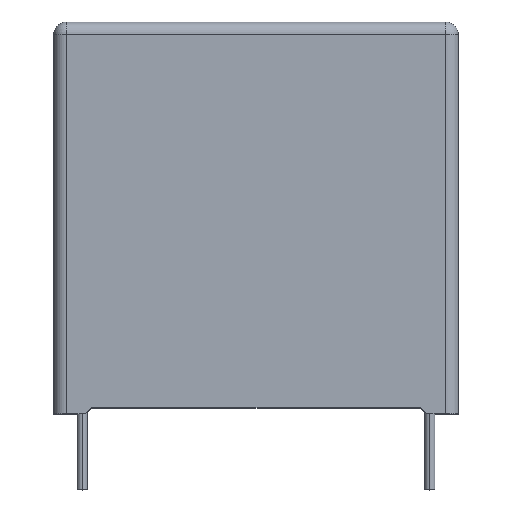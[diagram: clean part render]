
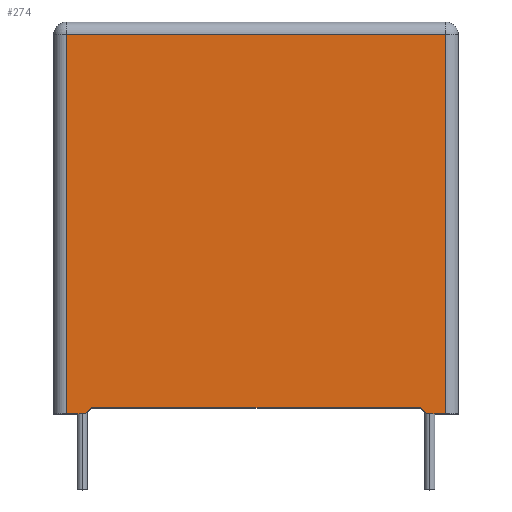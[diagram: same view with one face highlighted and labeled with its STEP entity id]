
A CAD part, top view. The second image highlights one B-rep face of the part: STEP entity #274.
In plain terms, the highlighted planar face has unit normal (0, 0, 1).
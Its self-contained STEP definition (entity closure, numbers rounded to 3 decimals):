
#72 = VECTOR ( 'NONE', #116, 1000. ) ;
#111 = VECTOR ( 'NONE', #344, 1000. ) ;
#116 = DIRECTION ( 'NONE',  ( -0.707, 0.707, 0. ) ) ;
#146 = CARTESIAN_POINT ( 'NONE',  ( 15., 0., 10.5 ) ) ;
#183 = LINE ( 'NONE', #3131, #111 ) ;
#274 = ADVANCED_FACE ( 'NONE', ( #320 ), #2316, .F. ) ;
#320 = FACE_OUTER_BOUND ( 'NONE', #1802, .T. ) ;
#344 = DIRECTION ( 'NONE',  ( -0.707, -0.707, 0. ) ) ;
#352 = EDGE_CURVE ( 'NONE', #1609, #1617, #3866, .T. ) ;
#551 = CARTESIAN_POINT ( 'NONE',  ( 13., 0.5, 10.5 ) ) ;
#585 = DIRECTION ( 'NONE',  ( -1., 0., 0. ) ) ;
#610 = VECTOR ( 'NONE', #585, 1000. ) ;
#615 = LINE ( 'NONE', #551, #72 ) ;
#685 = EDGE_CURVE ( 'NONE', #1312, #1398, #4200, .T. ) ;
#1048 = EDGE_CURVE ( 'NONE', #1617, #1625, #3889, .T. ) ;
#1067 = VECTOR ( 'NONE', #3837, 1000. ) ;
#1312 = VERTEX_POINT ( 'NONE', #1642 ) ;
#1365 = VERTEX_POINT ( 'NONE', #2992 ) ;
#1398 = VERTEX_POINT ( 'NONE', #146 ) ;
#1422 = VERTEX_POINT ( 'NONE', #1679 ) ;
#1438 = CARTESIAN_POINT ( 'NONE',  ( -13.5, 0., 10.5 ) ) ;
#1453 = CARTESIAN_POINT ( 'NONE',  ( -15., 0., 10.5 ) ) ;
#1455 = VERTEX_POINT ( 'NONE', #1695 ) ;
#1487 = AXIS2_PLACEMENT_3D ( 'NONE', #3213, #3187, #3180 ) ;
#1540 = CARTESIAN_POINT ( 'NONE',  ( -16., 0., 10.5 ) ) ;
#1609 = VERTEX_POINT ( 'NONE', #3123 ) ;
#1617 = VERTEX_POINT ( 'NONE', #1453 ) ;
#1625 = VERTEX_POINT ( 'NONE', #1438 ) ;
#1642 = CARTESIAN_POINT ( 'NONE',  ( 13.5, 0., 10.5 ) ) ;
#1666 = EDGE_CURVE ( 'NONE', #1455, #1625, #183, .T. ) ;
#1679 = CARTESIAN_POINT ( 'NONE',  ( 13., 0.5, 10.5 ) ) ;
#1695 = CARTESIAN_POINT ( 'NONE',  ( -13., 0.5, 10.5 ) ) ;
#1706 = CARTESIAN_POINT ( 'NONE',  ( -13., 0.5, 10.5 ) ) ;
#1750 = LINE ( 'NONE', #1706, #610 ) ;
#1764 = DIRECTION ( 'NONE',  ( 1., 0., 0. ) ) ;
#1802 = EDGE_LOOP ( 'NONE', ( #3956, #3967, #4005, #4010, #4040, #4059, #4105, #4108 ) ) ;
#1867 = CARTESIAN_POINT ( 'NONE',  ( -16., 0., 10.5 ) ) ;
#1890 = DIRECTION ( 'NONE',  ( 1., 0., 0. ) ) ;
#1994 = VECTOR ( 'NONE', #4064, 1000. ) ;
#2304 = CARTESIAN_POINT ( 'NONE',  ( 15., 31., 10.5 ) ) ;
#2316 = PLANE ( 'NONE',  #1487 ) ;
#2439 = EDGE_CURVE ( 'NONE', #1398, #1365, #3647, .T. ) ;
#2673 = EDGE_CURVE ( 'NONE', #1312, #1422, #615, .T. ) ;
#2704 = EDGE_CURVE ( 'NONE', #1365, #1609, #3559, .T. ) ;
#2888 = EDGE_CURVE ( 'NONE', #1422, #1455, #1750, .T. ) ;
#2992 = CARTESIAN_POINT ( 'NONE',  ( 15., 30., 10.5 ) ) ;
#3123 = CARTESIAN_POINT ( 'NONE',  ( -15., 30., 10.5 ) ) ;
#3131 = CARTESIAN_POINT ( 'NONE',  ( -13.5, 0., 10.5 ) ) ;
#3180 = DIRECTION ( 'NONE',  ( -1., 0., 0. ) ) ;
#3187 = DIRECTION ( 'NONE',  ( 0., 0., -1. ) ) ;
#3213 = CARTESIAN_POINT ( 'NONE',  ( -16., 31., 10.5 ) ) ;
#3273 = CARTESIAN_POINT ( 'NONE',  ( -16., 30., 10.5 ) ) ;
#3559 = LINE ( 'NONE', #3273, #1067 ) ;
#3647 = LINE ( 'NONE', #2304, #1994 ) ;
#3746 = VECTOR ( 'NONE', #3963, 1000. ) ;
#3837 = DIRECTION ( 'NONE',  ( -1., 0., 0. ) ) ;
#3846 = VECTOR ( 'NONE', #1890, 1000. ) ;
#3866 = LINE ( 'NONE', #3965, #3746 ) ;
#3882 = VECTOR ( 'NONE', #1764, 1000. ) ;
#3889 = LINE ( 'NONE', #1540, #3846 ) ;
#3956 = ORIENTED_EDGE ( 'NONE', *, *, #2888, .F. ) ;
#3963 = DIRECTION ( 'NONE',  ( 0., -1., 0. ) ) ;
#3965 = CARTESIAN_POINT ( 'NONE',  ( -15., 31., 10.5 ) ) ;
#3967 = ORIENTED_EDGE ( 'NONE', *, *, #2673, .F. ) ;
#4005 = ORIENTED_EDGE ( 'NONE', *, *, #685, .T. ) ;
#4010 = ORIENTED_EDGE ( 'NONE', *, *, #2439, .T. ) ;
#4040 = ORIENTED_EDGE ( 'NONE', *, *, #2704, .T. ) ;
#4059 = ORIENTED_EDGE ( 'NONE', *, *, #352, .T. ) ;
#4064 = DIRECTION ( 'NONE',  ( 0., 1., 0. ) ) ;
#4105 = ORIENTED_EDGE ( 'NONE', *, *, #1048, .T. ) ;
#4108 = ORIENTED_EDGE ( 'NONE', *, *, #1666, .F. ) ;
#4200 = LINE ( 'NONE', #1867, #3882 ) ;
